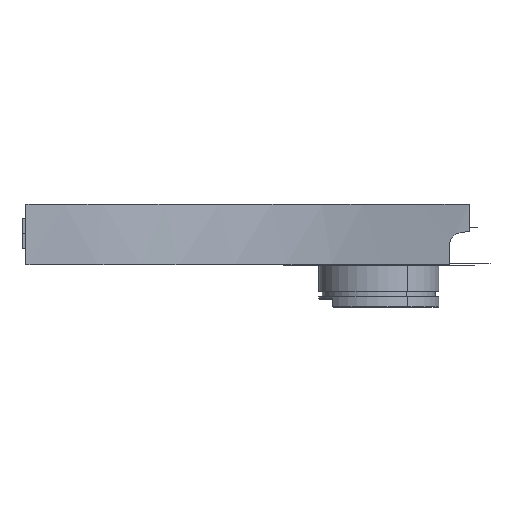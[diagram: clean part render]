
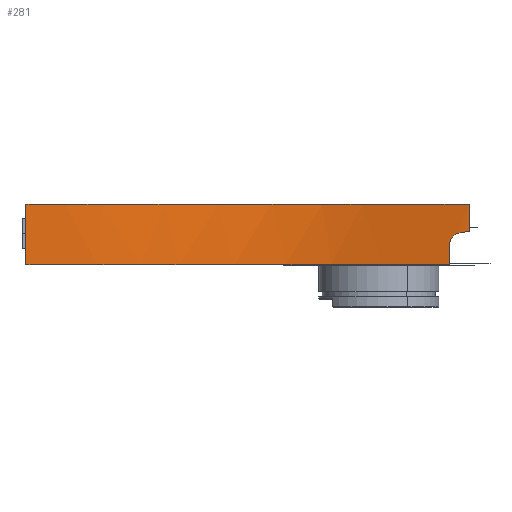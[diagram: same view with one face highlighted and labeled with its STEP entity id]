
A CAD part, front view. The second image highlights one B-rep face of the part: STEP entity #281.
In plain terms, the highlighted free-form (B-spline) face has degree [3, 1] with [5, 2] control points.
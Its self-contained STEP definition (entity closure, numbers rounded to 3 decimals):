
#169=CARTESIAN_POINT('Control Point',(30.076,-21.551,20.347)) ;
#170=CARTESIAN_POINT('Control Point',(30.076,-21.551,40.347)) ;
#171=CARTESIAN_POINT('Control Point',(15.31,-42.158,20.347)) ;
#172=CARTESIAN_POINT('Control Point',(15.31,-42.158,40.347)) ;
#173=CARTESIAN_POINT('Control Point',(-8.853,-93.08,20.347)) ;
#174=CARTESIAN_POINT('Control Point',(-8.853,-93.08,40.347)) ;
#175=CARTESIAN_POINT('Control Point',(-58.883,-143.899,20.347)) ;
#176=CARTESIAN_POINT('Control Point',(-58.883,-143.899,40.347)) ;
#177=CARTESIAN_POINT('Control Point',(-117.569,-149.773,20.347)) ;
#178=CARTESIAN_POINT('Control Point',(-117.569,-149.773,40.347)) ;
#180=CARTESIAN_POINT('Control Point',(23.653,-30.935,27.347)) ;
#181=CARTESIAN_POINT('Control Point',(23.653,-30.936,27.621)) ;
#182=CARTESIAN_POINT('Control Point',(23.685,-30.888,27.893)) ;
#183=CARTESIAN_POINT('Control Point',(23.742,-30.799,28.148)) ;
#184=CARTESIAN_POINT('Control Point',(23.9,-30.559,28.621)) ;
#185=CARTESIAN_POINT('Control Point',(24.114,-30.234,29.008)) ;
#186=CARTESIAN_POINT('Control Point',(24.233,-30.054,29.188)) ;
#187=CARTESIAN_POINT('Control Point',(24.54,-29.589,29.587)) ;
#188=CARTESIAN_POINT('Control Point',(24.875,-29.084,29.898)) ;
#189=CARTESIAN_POINT('Control Point',(25.076,-28.784,30.058)) ;
#190=CARTESIAN_POINT('Control Point',(25.474,-28.188,30.33)) ;
#191=CARTESIAN_POINT('Control Point',(25.886,-27.577,30.546)) ;
#192=CARTESIAN_POINT('Control Point',(26.08,-27.29,30.636)) ;
#193=CARTESIAN_POINT('Control Point',(26.673,-26.415,30.881)) ;
#194=CARTESIAN_POINT('Control Point',(27.28,-25.53,31.051)) ;
#195=CARTESIAN_POINT('Control Point',(27.686,-24.942,31.139)) ;
#196=CARTESIAN_POINT('Control Point',(28.26,-24.116,31.234)) ;
#197=CARTESIAN_POINT('Control Point',(28.842,-23.289,31.294)) ;
#198=CARTESIAN_POINT('Control Point',(29.009,-23.051,31.308)) ;
#199=CARTESIAN_POINT('Control Point',(29.249,-22.712,31.324)) ;
#200=CARTESIAN_POINT('Control Point',(29.49,-22.372,31.335)) ;
#201=CARTESIAN_POINT('Control Point',(29.563,-22.269,31.338)) ;
#202=CARTESIAN_POINT('Control Point',(29.71,-22.063,31.343)) ;
#203=CARTESIAN_POINT('Control Point',(29.857,-21.857,31.346)) ;
#204=CARTESIAN_POINT('Control Point',(29.928,-21.758,31.347)) ;
#205=CARTESIAN_POINT('Control Point',(30.002,-21.655,31.347)) ;
#206=CARTESIAN_POINT('Control Point',(30.076,-21.551,31.347)) ;
#207=CARTESIAN_POINT('Vertex',(23.653,-30.935,27.347)) ;
#209=CARTESIAN_POINT('Vertex',(30.076,-21.551,31.347)) ;
#213=CARTESIAN_POINT('Control Point',(23.653,-30.935,20.347)) ;
#214=CARTESIAN_POINT('Control Point',(23.653,-30.935,27.347)) ;
#215=CARTESIAN_POINT('Vertex',(23.653,-30.935,20.347)) ;
#219=CARTESIAN_POINT('Control Point',(23.653,-30.935,20.347)) ;
#220=CARTESIAN_POINT('Control Point',(12.38,-48.145,20.347)) ;
#221=CARTESIAN_POINT('Control Point',(-9.486,-91.492,20.347)) ;
#222=CARTESIAN_POINT('Control Point',(-50.1,-134.765,20.347)) ;
#223=CARTESIAN_POINT('Control Point',(-93.594,-145.655,20.347)) ;
#224=CARTESIAN_POINT('Vertex',(-93.594,-145.655,20.347)) ;
#228=CARTESIAN_POINT('Control Point',(-93.594,-145.655,20.347)) ;
#229=CARTESIAN_POINT('Control Point',(-101.029,-147.516,20.347)) ;
#230=CARTESIAN_POINT('Control Point',(-109.002,-148.915,20.347)) ;
#231=CARTESIAN_POINT('Control Point',(-117.569,-149.773,20.347)) ;
#232=CARTESIAN_POINT('Vertex',(-117.569,-149.773,20.347)) ;
#236=CARTESIAN_POINT('Control Point',(-117.569,-149.773,20.347)) ;
#237=CARTESIAN_POINT('Control Point',(-117.569,-149.773,40.347)) ;
#238=CARTESIAN_POINT('Vertex',(-117.569,-149.773,40.347)) ;
#242=CARTESIAN_POINT('Control Point',(-92.18,-145.294,40.347)) ;
#243=CARTESIAN_POINT('Control Point',(-100.016,-147.336,40.347)) ;
#244=CARTESIAN_POINT('Control Point',(-108.456,-148.861,40.347)) ;
#245=CARTESIAN_POINT('Control Point',(-117.569,-149.773,40.347)) ;
#246=CARTESIAN_POINT('Vertex',(-92.18,-145.294,40.347)) ;
#250=CARTESIAN_POINT('Control Point',(-92.088,-145.27,40.347)) ;
#251=CARTESIAN_POINT('Control Point',(-92.119,-145.278,40.347)) ;
#252=CARTESIAN_POINT('Control Point',(-92.15,-145.286,40.347)) ;
#253=CARTESIAN_POINT('Control Point',(-92.18,-145.294,40.347)) ;
#254=CARTESIAN_POINT('Vertex',(-92.088,-145.27,40.347)) ;
#258=CARTESIAN_POINT('Control Point',(30.076,-21.551,40.347)) ;
#259=CARTESIAN_POINT('Control Point',(15.31,-42.158,40.347)) ;
#260=CARTESIAN_POINT('Control Point',(-6.534,-88.193,40.347)) ;
#261=CARTESIAN_POINT('Control Point',(-49.519,-134.145,40.347)) ;
#262=CARTESIAN_POINT('Control Point',(-92.088,-145.27,40.347)) ;
#263=CARTESIAN_POINT('Vertex',(30.076,-21.551,40.347)) ;
#267=CARTESIAN_POINT('Control Point',(30.076,-21.551,31.347)) ;
#268=CARTESIAN_POINT('Control Point',(30.076,-21.551,40.347)) ;
#271=ORIENTED_EDGE('',*,*,#211,.F.) ;
#272=ORIENTED_EDGE('',*,*,#217,.F.) ;
#273=ORIENTED_EDGE('',*,*,#226,.F.) ;
#274=ORIENTED_EDGE('',*,*,#234,.F.) ;
#275=ORIENTED_EDGE('',*,*,#240,.F.) ;
#276=ORIENTED_EDGE('',*,*,#248,.F.) ;
#277=ORIENTED_EDGE('',*,*,#256,.F.) ;
#278=ORIENTED_EDGE('',*,*,#265,.F.) ;
#279=ORIENTED_EDGE('',*,*,#269,.F.) ;
#281=ADVANCED_FACE('SB_Void_Bottom',(#280),#168,.T.) ;
#179=B_SPLINE_CURVE_WITH_KNOTS('',5,(#180,#181,#182,#183,#184,#185,#186,#187,#188,#189,#190,#191,#192,#193,#194,#195,#196,#197,#198,#199,#200,#201,#202,#203,#204,#205,#206),.UNSPECIFIED.,.F.,.U.,(6,3,3,3,3,3,3,3,6),(0.,1.921,3.954,6.933,9.636,14.958,17.096,18.02,18.949),.UNSPECIFIED.) ;
#212=B_SPLINE_CURVE_WITH_KNOTS('',1,(#213,#214),.UNSPECIFIED.,.F.,.U.,(2,2),(0.,7.),.UNSPECIFIED.) ;
#218=B_SPLINE_CURVE_WITH_KNOTS('',3,(#219,#220,#221,#222,#223),.UNSPECIFIED.,.F.,.U.,(4,1,4),(12.413,81.175,192.178),.UNSPECIFIED.) ;
#227=B_SPLINE_CURVE_WITH_KNOTS('',3,(#228,#229,#230,#231),.UNSPECIFIED.,.F.,.U.,(4,4),(192.178,211.154),.UNSPECIFIED.) ;
#235=B_SPLINE_CURVE_WITH_KNOTS('',1,(#236,#237),.UNSPECIFIED.,.F.,.U.,(2,2),(0.,20.),.UNSPECIFIED.) ;
#241=B_SPLINE_CURVE_WITH_KNOTS('',3,(#242,#243,#244,#245),.UNSPECIFIED.,.F.,.U.,(4,4),(190.971,211.154),.UNSPECIFIED.) ;
#249=B_SPLINE_CURVE_WITH_KNOTS('',3,(#250,#251,#252,#253),.UNSPECIFIED.,.F.,.U.,(4,4),(190.891,190.971),.UNSPECIFIED.) ;
#257=B_SPLINE_CURVE_WITH_KNOTS('',3,(#258,#259,#260,#261,#262),.UNSPECIFIED.,.F.,.U.,(4,1,4),(0.,81.175,190.891),.UNSPECIFIED.) ;
#266=B_SPLINE_CURVE_WITH_KNOTS('',1,(#267,#268),.UNSPECIFIED.,.F.,.U.,(2,2),(11.,20.),.UNSPECIFIED.) ;
#168=B_SPLINE_SURFACE_WITH_KNOTS('',3,1,((#169,#170),(#171,#172),(#173,#174),(#175,#176),(#177,#178)),.UNSPECIFIED.,.F.,.F.,.U.,(4,1,4),(2,2),(0.,81.175,211.154),(0.,20.),.UNSPECIFIED.) ;
#211=EDGE_CURVE('',#208,#210,#179,.T.) ;
#217=EDGE_CURVE('',#216,#208,#212,.T.) ;
#226=EDGE_CURVE('',#225,#216,#218,.F.) ;
#234=EDGE_CURVE('',#233,#225,#227,.F.) ;
#240=EDGE_CURVE('',#239,#233,#235,.F.) ;
#248=EDGE_CURVE('',#247,#239,#241,.T.) ;
#256=EDGE_CURVE('',#255,#247,#249,.T.) ;
#265=EDGE_CURVE('',#264,#255,#257,.T.) ;
#269=EDGE_CURVE('',#210,#264,#266,.T.) ;
#270=EDGE_LOOP('',(#271,#272,#273,#274,#275,#276,#277,#278,#279)) ;
#280=FACE_OUTER_BOUND('',#270,.T.) ;
#208=VERTEX_POINT('',#207) ;
#210=VERTEX_POINT('',#209) ;
#216=VERTEX_POINT('',#215) ;
#225=VERTEX_POINT('',#224) ;
#233=VERTEX_POINT('',#232) ;
#239=VERTEX_POINT('',#238) ;
#247=VERTEX_POINT('',#246) ;
#255=VERTEX_POINT('',#254) ;
#264=VERTEX_POINT('',#263) ;
